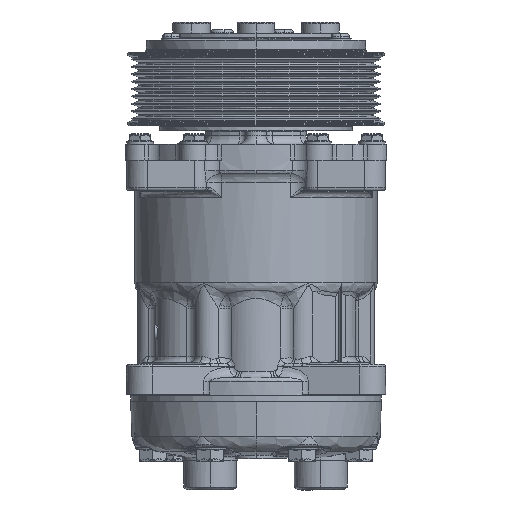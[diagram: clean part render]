
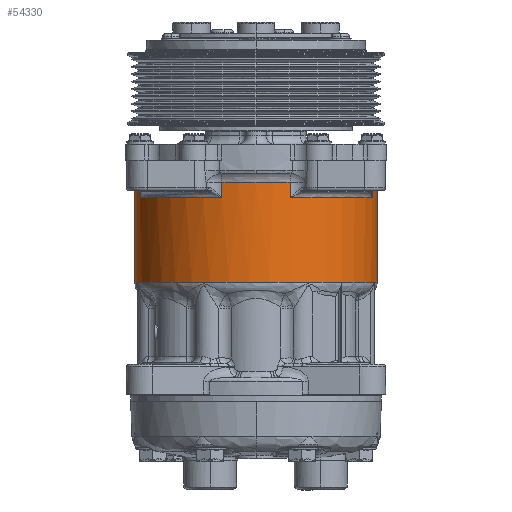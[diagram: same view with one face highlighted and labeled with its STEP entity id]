
A CAD part, front view. The second image highlights one B-rep face of the part: STEP entity #54330.
In plain terms, the highlighted cylindrical face has radius 58 mm (diameter 116 mm), a partial arc.
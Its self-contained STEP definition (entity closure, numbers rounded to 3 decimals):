
#47054 = VERTEX_POINT ( 'NONE', #49465 ) ;
#47092 = VERTEX_POINT ( 'NONE', #49609 ) ;
#47186 = EDGE_CURVE ( 'NONE', #47054, #47092, #50305, .T. ) ;
#49232 = VERTEX_POINT ( 'NONE', #63909 ) ;
#49236 = VERTEX_POINT ( 'NONE', #63997 ) ;
#49271 = VERTEX_POINT ( 'NONE', #64062 ) ;
#49312 = VERTEX_POINT ( 'NONE', #64140 ) ;
#49367 = VERTEX_POINT ( 'NONE', #64359 ) ;
#49385 = VERTEX_POINT ( 'NONE', #64326 ) ;
#49465 = CARTESIAN_POINT ( 'NONE',  ( -58.001, 0., 59.495 ) ) ;
#49609 = CARTESIAN_POINT ( 'NONE',  ( -58.001, 0., 107.417 ) ) ;
#50302 = CARTESIAN_POINT ( 'NONE',  ( -58.001, 0., 118.995 ) ) ;
#50305 = LINE ( 'NONE', #50302, #50649 ) ;
#50648 = DIRECTION ( 'NONE',  ( 0., 0., 1. ) ) ;
#50649 = VECTOR ( 'NONE', #50648, 1000. ) ;
#52507 = EDGE_CURVE ( 'NONE', #49271, #49312, #88312, .T. ) ;
#52522 = EDGE_CURVE ( 'NONE', #49232, #49236, #88290, .T. ) ;
#52560 = EDGE_CURVE ( 'NONE', #49236, #62021, #88296, .T. ) ;
#52600 = EDGE_CURVE ( 'NONE', #57832, #49367, #88329, .T. ) ;
#52608 = EDGE_CURVE ( 'NONE', #49367, #49385, #88322, .T. ) ;
#52629 = EDGE_CURVE ( 'NONE', #49385, #49271, #88344, .T. ) ;
#52642 = EDGE_CURVE ( 'NONE', #49312, #49232, #88403, .T. ) ;
#52665 = EDGE_CURVE ( 'NONE', #62121, #47092, #88396, .T. ) ;
#52799 = EDGE_CURVE ( 'NONE', #47054, #61921, #88486, .T. ) ;
#54324 = EDGE_LOOP ( 'NONE', ( #54355, #54465, #54468, #54474, #54476, #54472, #54482, #54470, #54495, #54478, #54431, #54484, #54437 ) ) ;
#54330 = ADVANCED_FACE ( 'NONE', ( #93742 ), #93670, .T. ) ;
#54355 = ORIENTED_EDGE ( 'NONE', *, *, #47186, .F. ) ;
#54431 = ORIENTED_EDGE ( 'NONE', *, *, #52560, .T. ) ;
#54437 = ORIENTED_EDGE ( 'NONE', *, *, #52665, .T. ) ;
#54465 = ORIENTED_EDGE ( 'NONE', *, *, #52799, .T. ) ;
#54468 = ORIENTED_EDGE ( 'NONE', *, *, #61924, .T. ) ;
#54470 = ORIENTED_EDGE ( 'NONE', *, *, #52507, .T. ) ;
#54472 = ORIENTED_EDGE ( 'NONE', *, *, #52608, .T. ) ;
#54474 = ORIENTED_EDGE ( 'NONE', *, *, #57812, .T. ) ;
#54476 = ORIENTED_EDGE ( 'NONE', *, *, #52600, .T. ) ;
#54478 = ORIENTED_EDGE ( 'NONE', *, *, #52522, .T. ) ;
#54482 = ORIENTED_EDGE ( 'NONE', *, *, #52629, .T. ) ;
#54484 = ORIENTED_EDGE ( 'NONE', *, *, #62130, .T. ) ;
#54495 = ORIENTED_EDGE ( 'NONE', *, *, #52642, .T. ) ;
#57812 = EDGE_CURVE ( 'NONE', #57813, #57832, #102574, .T. ) ;
#57813 = VERTEX_POINT ( 'NONE', #102528 ) ;
#57832 = VERTEX_POINT ( 'NONE', #102555 ) ;
#61921 = VERTEX_POINT ( 'NONE', #111626 ) ;
#61924 = EDGE_CURVE ( 'NONE', #61921, #57813, #111664, .T. ) ;
#62021 = VERTEX_POINT ( 'NONE', #112534 ) ;
#62121 = VERTEX_POINT ( 'NONE', #112699 ) ;
#62130 = EDGE_CURVE ( 'NONE', #62021, #62121, #112764, .T. ) ;
#63909 = CARTESIAN_POINT ( 'NONE',  ( -16.346, -55.649, 107.417 ) ) ;
#63997 = CARTESIAN_POINT ( 'NONE',  ( -16.346, -55.649, 99.995 ) ) ;
#64062 = CARTESIAN_POINT ( 'NONE',  ( 16.344, -55.649, 99.995 ) ) ;
#64140 = CARTESIAN_POINT ( 'NONE',  ( 16.344, -55.649, 107.417 ) ) ;
#64326 = CARTESIAN_POINT ( 'NONE',  ( 55.649, -16.345, 99.995 ) ) ;
#64359 = CARTESIAN_POINT ( 'NONE',  ( 55.649, -16.345, 107.417 ) ) ;
#88287 = DIRECTION ( 'NONE',  ( 0., 0., -1. ) ) ;
#88288 = VECTOR ( 'NONE', #88287, 1000. ) ;
#88289 = CARTESIAN_POINT ( 'NONE',  ( -16.346, -55.649, 118.995 ) ) ;
#88290 = LINE ( 'NONE', #88289, #88288 ) ;
#88296 = CIRCLE ( 'NONE', #88335, 58. ) ;
#88298 = DIRECTION ( 'NONE',  ( 0., 0., 1. ) ) ;
#88299 = VECTOR ( 'NONE', #88298, 1000. ) ;
#88303 = CARTESIAN_POINT ( 'NONE',  ( 16.344, -55.649, 118.995 ) ) ;
#88312 = LINE ( 'NONE', #88303, #88299 ) ;
#88317 = CARTESIAN_POINT ( 'NONE',  ( -0.001, 0., 107.417 ) ) ;
#88321 = CARTESIAN_POINT ( 'NONE',  ( 55.649, -16.345, 118.995 ) ) ;
#88322 = LINE ( 'NONE', #88321, #88359 ) ;
#88324 = AXIS2_PLACEMENT_3D ( 'NONE', #88317, #88361, #88360 ) ;
#88329 = CIRCLE ( 'NONE', #88324, 58. ) ;
#88332 = DIRECTION ( 'NONE',  ( 1., 0., 0. ) ) ;
#88333 = DIRECTION ( 'NONE',  ( 0., 0., -1. ) ) ;
#88334 = CARTESIAN_POINT ( 'NONE',  ( -0.001, 0., 99.995 ) ) ;
#88335 = AXIS2_PLACEMENT_3D ( 'NONE', #88334, #88333, #88332 ) ;
#88344 = CIRCLE ( 'NONE', #88407, 58. ) ;
#88358 = DIRECTION ( 'NONE',  ( 0., 0., -1. ) ) ;
#88359 = VECTOR ( 'NONE', #88358, 1000. ) ;
#88360 = DIRECTION ( 'NONE',  ( 1., 0., 0. ) ) ;
#88361 = DIRECTION ( 'NONE',  ( 0., 0., -1. ) ) ;
#88379 = DIRECTION ( 'NONE',  ( 1., 0., 0. ) ) ;
#88380 = DIRECTION ( 'NONE',  ( 0., 0., -1. ) ) ;
#88381 = AXIS2_PLACEMENT_3D ( 'NONE', #88387, #88380, #88379 ) ;
#88387 = CARTESIAN_POINT ( 'NONE',  ( -0.001, 0., 107.417 ) ) ;
#88396 = CIRCLE ( 'NONE', #88381, 58. ) ;
#88398 = DIRECTION ( 'NONE',  ( 1., 0., 0. ) ) ;
#88399 = DIRECTION ( 'NONE',  ( 0., 0., -1. ) ) ;
#88400 = CARTESIAN_POINT ( 'NONE',  ( -0.001, 0., 107.417 ) ) ;
#88401 = AXIS2_PLACEMENT_3D ( 'NONE', #88400, #88399, #88398 ) ;
#88403 = CIRCLE ( 'NONE', #88401, 58. ) ;
#88404 = DIRECTION ( 'NONE',  ( 1., 0., 0. ) ) ;
#88405 = DIRECTION ( 'NONE',  ( 0., 0., -1. ) ) ;
#88406 = CARTESIAN_POINT ( 'NONE',  ( -0.001, 0., 99.995 ) ) ;
#88407 = AXIS2_PLACEMENT_3D ( 'NONE', #88406, #88405, #88404 ) ;
#88480 = DIRECTION ( 'NONE',  ( 1., 0., 0. ) ) ;
#88481 = DIRECTION ( 'NONE',  ( 0., 0., 1. ) ) ;
#88484 = AXIS2_PLACEMENT_3D ( 'NONE', #88492, #88481, #88480 ) ;
#88486 = CIRCLE ( 'NONE', #88484, 58. ) ;
#88492 = CARTESIAN_POINT ( 'NONE',  ( -0.001, 0., 59.495 ) ) ;
#93670 = CYLINDRICAL_SURFACE ( 'NONE', #93672, 58. ) ;
#93672 = AXIS2_PLACEMENT_3D ( 'NONE', #93704, #93680, #93679 ) ;
#93679 = DIRECTION ( 'NONE',  ( 1., 0., 0. ) ) ;
#93680 = DIRECTION ( 'NONE',  ( 0., 0., 1. ) ) ;
#93704 = CARTESIAN_POINT ( 'NONE',  ( -0.001, 0., 118.995 ) ) ;
#93742 = FACE_OUTER_BOUND ( 'NONE', #54324, .T. ) ;
#102528 = CARTESIAN_POINT ( 'NONE',  ( 57.999, 0., 59.495 ) ) ;
#102555 = CARTESIAN_POINT ( 'NONE',  ( 57.999, 0., 107.417 ) ) ;
#102565 = DIRECTION ( 'NONE',  ( 0., 0., 1. ) ) ;
#102566 = VECTOR ( 'NONE', #102565, 1000. ) ;
#102573 = CARTESIAN_POINT ( 'NONE',  ( 57.999, 0., 118.995 ) ) ;
#102574 = LINE ( 'NONE', #102573, #102566 ) ;
#111626 = CARTESIAN_POINT ( 'NONE',  ( 41.011, -41.012, 59.495 ) ) ;
#111664 = CIRCLE ( 'NONE', #111709, 58. ) ;
#111708 = DIRECTION ( 'NONE',  ( 1., 0., 0. ) ) ;
#111709 = AXIS2_PLACEMENT_3D ( 'NONE', #111712, #111714, #111708 ) ;
#111712 = CARTESIAN_POINT ( 'NONE',  ( -0.001, 0., 59.495 ) ) ;
#111714 = DIRECTION ( 'NONE',  ( 0., 0., 1. ) ) ;
#112534 = CARTESIAN_POINT ( 'NONE',  ( -55.65, -16.345, 99.995 ) ) ;
#112699 = CARTESIAN_POINT ( 'NONE',  ( -55.65, -16.345, 107.417 ) ) ;
#112757 = DIRECTION ( 'NONE',  ( 0., 0., 1. ) ) ;
#112762 = VECTOR ( 'NONE', #112757, 1000. ) ;
#112763 = CARTESIAN_POINT ( 'NONE',  ( -55.65, -16.345, 118.995 ) ) ;
#112764 = LINE ( 'NONE', #112763, #112762 ) ;
